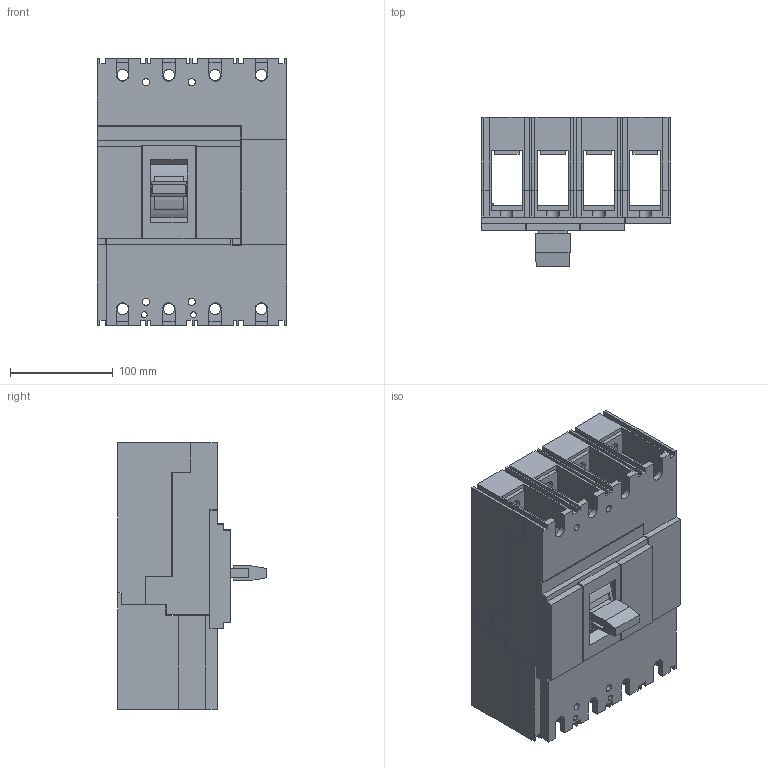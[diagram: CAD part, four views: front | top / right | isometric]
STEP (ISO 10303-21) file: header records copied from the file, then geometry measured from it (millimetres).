
FILE_DESCRIPTION((''),'2;1');
FILE_NAME('PROXY_ASSY-S400-4P_ASM','2022-02-22T09:07:59',('boukher'),(''),'CREO PARAMETRIC BY PTC INC, 2021184','CREO PARAMETRIC BY PTC INC, 2021184','');
FILE_SCHEMA(('CONFIG_CONTROL_DESIGN','SHAPE_APPEARANCE_LAYERS_GROUPS'));
Length unit declared in the file: millimetre
Products named in the file (17): PROXY_ASSY-S400-4P-24; PROXY_ASSY-S400-4P-28; PROXY_ASSY_S400_3P-31; PROXY_ASSY_S400_3P-34; PROXY_ASSY_S400_3P-27; PROXY_ASSY-S400-4P-33; PROXY_ASSY-S400-4P-44; PROXY_ASSY-S400-4P-26; PROXY_ASSY_S400_3P-7; PROXY_ASSY_S400_3P-38; PROXY_ASSY_S400_3P-35; PROXY_ASSY_S400_3P-30; PROXY_ASSY-S400-4P-40; PROXY_ASSY_S400_3P-11; PROXY_ASSY_S400_3P-3; PROXY_ASSY_S400_3P-5; PROXY_ASSY-S400-4P_ASM
Assembly tree (16 placements, depth 2):
  PROXY_ASSY-S400-4P_ASM
    PROXY_ASSY-S400-4P-24
    PROXY_ASSY-S400-4P-28
    PROXY_ASSY_S400_3P-31
    PROXY_ASSY_S400_3P-34
    PROXY_ASSY_S400_3P-27
    PROXY_ASSY-S400-4P-33
    PROXY_ASSY-S400-4P-44
    PROXY_ASSY-S400-4P-26
    PROXY_ASSY_S400_3P-7
    PROXY_ASSY_S400_3P-38
    PROXY_ASSY_S400_3P-35
    PROXY_ASSY_S400_3P-30
    PROXY_ASSY-S400-4P-40
    PROXY_ASSY_S400_3P-11
    PROXY_ASSY_S400_3P-3
    PROXY_ASSY_S400_3P-5
Bounding box: 184.8 x 145 x 260 mm (x, y, z)
Volume: 1210647.9 mm3; surface area: 467276.7 mm2
Topology: 16 solids, 16 shells, 520 faces, 1451 edges, 965 vertices
Faces by surface type: plane 449, cylinder 71
Entity records: 21674 total; most frequent: CARTESIAN_POINT 2975, ORIENTED_EDGE 2902, DIRECTION 2703, PRESENTATION_STYLE_ASSIGNMENT 1467, STYLED_ITEM 1467, CURVE_STYLE 1451, EDGE_CURVE 1451, VECTOR 1301
